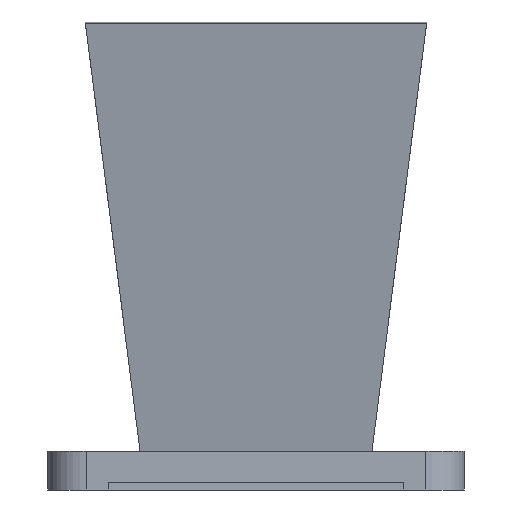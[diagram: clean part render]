
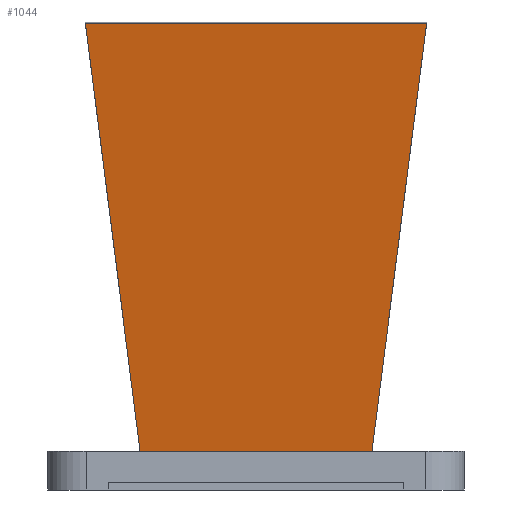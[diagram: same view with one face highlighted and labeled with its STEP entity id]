
A CAD part, front view. The second image highlights one B-rep face of the part: STEP entity #1044.
In plain terms, the highlighted planar face has unit normal (0, -0.988, -0.152).
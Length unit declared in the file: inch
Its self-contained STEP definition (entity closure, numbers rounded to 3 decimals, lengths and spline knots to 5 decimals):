
#32 = ORIENTED_EDGE ( 'NONE', *, *, #35, .F. ) ;
#35 = EDGE_CURVE ( 'NONE', #2072, #1277, #1700, .T. ) ;
#36 = LINE ( 'NONE', #2161, #1696 ) ;
#91 = CARTESIAN_POINT ( 'NONE',  ( 0.748, -0.373, 0.25 ) ) ;
#145 = VECTOR ( 'NONE', #2543, 39.37008 ) ;
#382 = CARTESIAN_POINT ( 'NONE',  ( 0.748, -0.373, 0.25 ) ) ;
#556 = CARTESIAN_POINT ( 'NONE',  ( -0.24933, -0.373, 0.25 ) ) ;
#666 = DIRECTION ( 'NONE',  ( 0., 0.152, -0.988 ) ) ;
#765 = EDGE_CURVE ( 'NONE', #985, #2072, #2285, .T. ) ;
#798 = ORIENTED_EDGE ( 'NONE', *, *, #765, .F. ) ;
#891 = CARTESIAN_POINT ( 'NONE',  ( -0.748, -0.373, 0.25 ) ) ;
#922 = FACE_OUTER_BOUND ( 'NONE', #1500, .T. ) ;
#985 = VERTEX_POINT ( 'NONE', #382 ) ;
#1044 = ADVANCED_FACE ( 'NONE', ( #922 ), #1047, .F. ) ;
#1047 = PLANE ( 'NONE',  #1314 ) ;
#1051 = CARTESIAN_POINT ( 'NONE',  ( 1.10085, -0.79861, 3.011 ) ) ;
#1059 = DIRECTION ( 'NONE',  ( 0., 0.988, 0.152 ) ) ;
#1111 = EDGE_CURVE ( 'NONE', #985, #1525, #36, .T. ) ;
#1159 = CARTESIAN_POINT ( 'NONE',  ( 0.24933, -0.373, 0.25 ) ) ;
#1245 = EDGE_CURVE ( 'NONE', #1277, #1525, #1367, .T. ) ;
#1267 = VECTOR ( 'NONE', #2427, 39.37008 ) ;
#1277 = VERTEX_POINT ( 'NONE', #2017 ) ;
#1314 = AXIS2_PLACEMENT_3D ( 'NONE', #1899, #1059, #666 ) ;
#1367 = LINE ( 'NONE', #2029, #1267 ) ;
#1450 = DIRECTION ( 'NONE',  ( 0.125, -0.151, 0.981 ) ) ;
#1500 = EDGE_LOOP ( 'NONE', ( #2448, #1848, #32, #798 ) ) ;
#1525 = VERTEX_POINT ( 'NONE', #1051 ) ;
#1696 = VECTOR ( 'NONE', #1450, 39.37008 ) ;
#1700 = LINE ( 'NONE', #891, #145 ) ;
#1848 = ORIENTED_EDGE ( 'NONE', *, *, #1245, .F. ) ;
#1899 = CARTESIAN_POINT ( 'NONE',  ( 0., -0.3267, -0.05036 ) ) ;
#2017 = CARTESIAN_POINT ( 'NONE',  ( -1.10085, -0.79861, 3.011 ) ) ;
#2029 = CARTESIAN_POINT ( 'NONE',  ( -1.345, -0.79861, 3.011 ) ) ;
#2072 = VERTEX_POINT ( 'NONE', #2449 ) ;
#2155 = CARTESIAN_POINT ( 'NONE',  ( -0.748, -0.373, 0.25 ) ) ;
#2161 = CARTESIAN_POINT ( 'NONE',  ( 0.748, -0.373, 0.25 ) ) ;
#2285 = B_SPLINE_CURVE_WITH_KNOTS ( 'NONE', 3,
 ( #91, #1159, #556, #2155 ),
 .UNSPECIFIED., .F., .F.,
 ( 4, 4 ),
 ( 0., 1. ),
 .UNSPECIFIED. ) ;
#2427 = DIRECTION ( 'NONE',  ( 1., 0., 0. ) ) ;
#2448 = ORIENTED_EDGE ( 'NONE', *, *, #1111, .T. ) ;
#2449 = CARTESIAN_POINT ( 'NONE',  ( -0.748, -0.373, 0.25 ) ) ;
#2543 = DIRECTION ( 'NONE',  ( -0.125, -0.151, 0.981 ) ) ;
